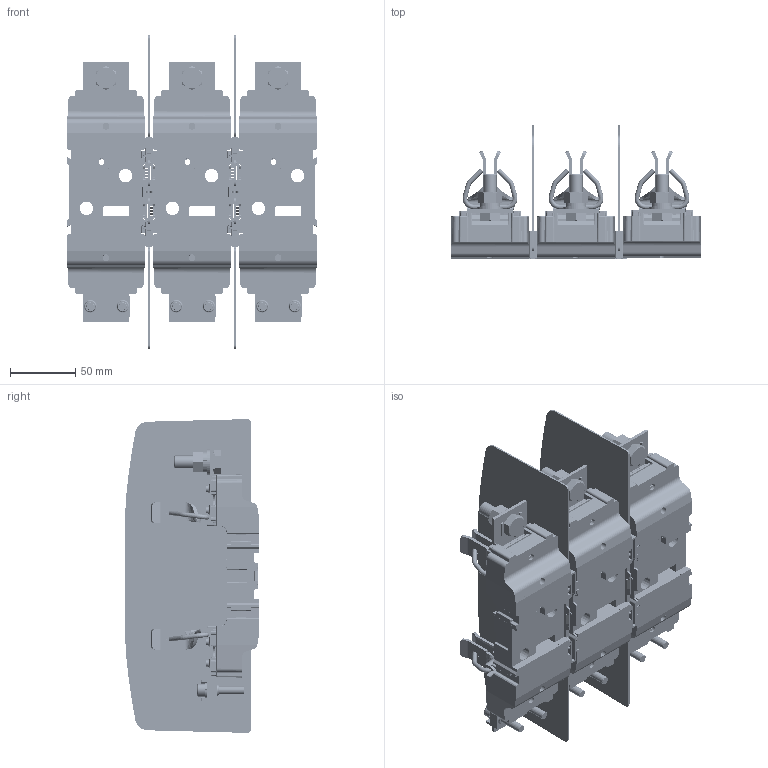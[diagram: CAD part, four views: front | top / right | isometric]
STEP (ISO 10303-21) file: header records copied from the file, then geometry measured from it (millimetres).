
FILE_DESCRIPTION((''),'2;1');
FILE_NAME('004121400_PT1_M10-M10_1P_ASM','2023-10-25T10:10:26',('klemen.sitar'),('Audax d.o.o.'),'CREO PARAMETRIC BY PTC INC, 2021304','CREO PARAMETRIC BY PTC INC, 2021304','');
FILE_SCHEMA(('AP242_MANAGED_MODEL_BASED_3D_ENGINEERING_MIM_LF { 1 0 10303 442 1 1 4 }'));
Products named in the file (27): 0000047317_1_1_2_3_1_1_1_1; 0000038645_AF1_1_1_2_3_4_1_1_1_; 0000038447_1_1_2_3_4_1_1_1_1; 0000053822_1_1_1; 0000053839_1_1_1; 0000053840_1_1_1; 0000053842_1_1_1; S12_TOP__ASM_1_ASM; TOP_ASM_1_ASM; 0000038645_AF0_1_1_2_3_4_1_1_1_; 0000032607_1_1_2_3_4_1_1_1_1; 0000032604_1_1_2_3_4_1_1_1_1; 0000032603_1_1_2_3_4_1_1_1_1; 0000032605_1_1_2_3_4_1_1_1_1; M8_B_ASM; BOT_ASM_1_ASM; ETI_LOGO_13_2X7_71MM_1_1; ETI_LOGO_13_2X7_71MM_1_2; ETI_LOGO_13_2X7_71MM_1_3; ETI_LOGO_13_2X7_71MM_1_ASM; BASE_V5_1_1_2_ASM_1_1; BASE_ASM_1_ASM; 0000046864_1_1_1_1; BARRIER_ASM; 0000046860_1_1_1_1; ADAPTER_ASM; 004121400_PT1_M10-M10_1P_ASM
Assembly tree (40 placements, depth 4):
  004121400_PT1_M10-M10_1P_ASM
    TOP_ASM_1_ASM  x3
      0000047317_1_1_2_3_1_1_1_1
      0000038645_AF1_1_1_2_3_4_1_1_1_
      0000038447_1_1_2_3_4_1_1_1_1
      S12_TOP__ASM_1_ASM
        0000053822_1_1_1  x2
        0000053839_1_1_1
        0000053840_1_1_1
        0000053842_1_1_1  x2
    BOT_ASM_1_ASM  x3
      0000047317_1_1_2_3_1_1_1_1
      0000038645_AF0_1_1_2_3_4_1_1_1_
      0000038447_1_1_2_3_4_1_1_1_1
      M8_B_ASM
        0000032607_1_1_2_3_4_1_1_1_1
        0000032604_1_1_2_3_4_1_1_1_1
        0000032603_1_1_2_3_4_1_1_1_1
        0000032605_1_1_2_3_4_1_1_1_1
    BASE_ASM_1_ASM
      ETI_LOGO_13_2X7_71MM_1_ASM
        ETI_LOGO_13_2X7_71MM_1_1
        ETI_LOGO_13_2X7_71MM_1_2
        ETI_LOGO_13_2X7_71MM_1_3
      BASE_V5_1_1_2_ASM_1_1  x3
    BARRIER_ASM
      0000046864_1_1_1_1  x2
    ADAPTER_ASM
      0000046860_1_1_1_1  x2
Bounding box: 191.8 x 103 x 240.84 mm (x, y, z)
Volume: 773903.3 mm3; surface area: 319489.5 mm2
Topology: 64 solids, 103 shells, 6287 faces, 16254 edges, 9967 vertices
Faces by surface type: plane 2363, cylinder 2244, bspline 654, torus 454, cone 392, extrusion 92, sphere 88
Entity records: 121863 total; most frequent: CARTESIAN_POINT 48177, ORIENTED_EDGE 10782, DIRECTION 9786, EDGE_CURVE 5405, PRESENTATION_STYLE_ASSIGNMENT 4144, STYLED_ITEM 4144, AXIS2_PLACEMENT_3D 3435, VERTEX_POINT 3351
